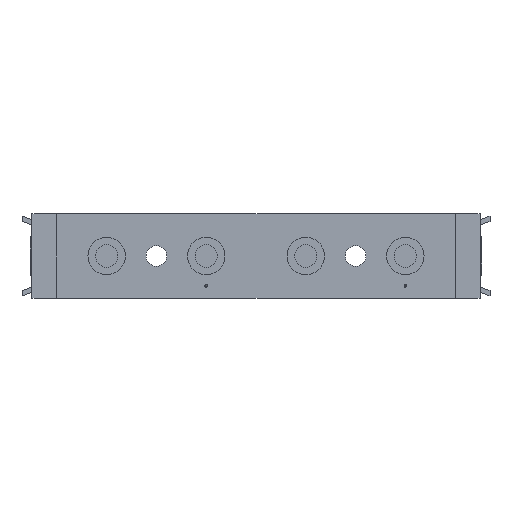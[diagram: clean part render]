
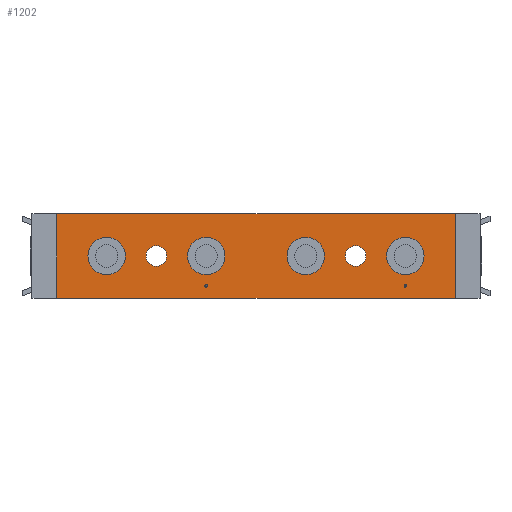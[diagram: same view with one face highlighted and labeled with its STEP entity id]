
A CAD part, front view. The second image highlights one B-rep face of the part: STEP entity #1202.
In plain terms, the highlighted planar face has unit normal (0, -1, 0).
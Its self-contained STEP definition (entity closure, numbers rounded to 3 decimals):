
#112=CARTESIAN_POINT('',(22.067,0.0,0.));
#113=VERTEX_POINT('',#112);
#114=CARTESIAN_POINT('',(20.0,0.0,0.));
#115=DIRECTION('',(0.0,1.0,0.0));
#116=DIRECTION('',(1.0,0.0,0.0));
#117=AXIS2_PLACEMENT_3D('',#114,#115,#116);
#118=CIRCLE('',#117,2.067);
#119=EDGE_CURVE('',#113,#113,#118,.T.);
#140=CARTESIAN_POINT('',(-17.933,0.0,0.));
#141=VERTEX_POINT('',#140);
#142=CARTESIAN_POINT('',(-20.0,0.0,0.));
#143=DIRECTION('',(0.0,1.0,0.0));
#144=DIRECTION('',(1.0,0.0,0.0));
#145=AXIS2_PLACEMENT_3D('',#142,#143,#144);
#146=CIRCLE('',#145,2.067);
#147=EDGE_CURVE('',#141,#141,#146,.T.);
#510=CARTESIAN_POINT('',(40.0,0.0,8.5));
#511=VERTEX_POINT('',#510);
#518=CARTESIAN_POINT('',(40.0,0.0,-8.5));
#519=VERTEX_POINT('',#518);
#520=CARTESIAN_POINT('',(40.0,0.0,8.5));
#521=DIRECTION('',(0.0,0.0,-1.0));
#522=VECTOR('',#521,17.);
#523=LINE('',#520,#522);
#524=EDGE_CURVE('',#511,#519,#523,.T.);
#690=CARTESIAN_POINT('',(13.75,0.0,0.));
#691=VERTEX_POINT('',#690);
#692=CARTESIAN_POINT('',(10.0,0.0,0.));
#693=DIRECTION('',(0.0,1.0,0.0));
#694=DIRECTION('',(1.0,0.0,0.0));
#695=AXIS2_PLACEMENT_3D('',#692,#693,#694);
#696=CIRCLE('',#695,3.75);
#697=EDGE_CURVE('',#691,#691,#696,.T.);
#790=CARTESIAN_POINT('',(-26.25,0.0,0.));
#791=VERTEX_POINT('',#790);
#792=CARTESIAN_POINT('',(-30.0,0.0,0.));
#793=DIRECTION('',(0.0,1.0,0.0));
#794=DIRECTION('',(1.0,0.0,0.0));
#795=AXIS2_PLACEMENT_3D('',#792,#793,#794);
#796=CIRCLE('',#795,3.75);
#797=EDGE_CURVE('',#791,#791,#796,.T.);
#839=CARTESIAN_POINT('',(30.25,0.0,-6.));
#840=VERTEX_POINT('',#839);
#841=CARTESIAN_POINT('',(30.0,0.0,-6.));
#842=DIRECTION('',(0.0,1.0,0.0));
#843=DIRECTION('',(1.0,0.0,0.0));
#844=AXIS2_PLACEMENT_3D('',#841,#842,#843);
#845=CIRCLE('',#844,0.25);
#846=EDGE_CURVE('',#840,#840,#845,.T.);
#927=CARTESIAN_POINT('',(33.75,0.0,0.0));
#928=VERTEX_POINT('',#927);
#929=CARTESIAN_POINT('',(30.0,0.0,0.0));
#930=DIRECTION('',(0.0,1.0,0.0));
#931=DIRECTION('',(1.0,0.0,0.0));
#932=AXIS2_PLACEMENT_3D('',#929,#930,#931);
#933=CIRCLE('',#932,3.75);
#934=EDGE_CURVE('',#928,#928,#933,.T.);
#976=CARTESIAN_POINT('',(-9.75,0.0,-6.));
#977=VERTEX_POINT('',#976);
#978=CARTESIAN_POINT('',(-10.0,0.0,-6.));
#979=DIRECTION('',(0.0,1.0,0.0));
#980=DIRECTION('',(1.0,0.0,0.0));
#981=AXIS2_PLACEMENT_3D('',#978,#979,#980);
#982=CIRCLE('',#981,0.25);
#983=EDGE_CURVE('',#977,#977,#982,.T.);
#1064=CARTESIAN_POINT('',(-6.25,0.0,0.0));
#1065=VERTEX_POINT('',#1064);
#1066=CARTESIAN_POINT('',(-10.0,0.0,0.0));
#1067=DIRECTION('',(0.0,1.0,0.0));
#1068=DIRECTION('',(1.0,0.0,0.0));
#1069=AXIS2_PLACEMENT_3D('',#1066,#1067,#1068);
#1070=CIRCLE('',#1069,3.75);
#1071=EDGE_CURVE('',#1065,#1065,#1070,.T.);
#1102=CARTESIAN_POINT('',(-40.0,0.0,-8.5));
#1103=VERTEX_POINT('',#1102);
#1110=CARTESIAN_POINT('',(-40.0,0.0,8.5));
#1111=VERTEX_POINT('',#1110);
#1112=CARTESIAN_POINT('',(-40.0,0.0,-8.5));
#1113=DIRECTION('',(0.0,0.0,1.0));
#1114=VECTOR('',#1113,17.0);
#1115=LINE('',#1112,#1114);
#1116=EDGE_CURVE('',#1103,#1111,#1115,.T.);
#1140=CARTESIAN_POINT('',(40.0,0.0,-8.5));
#1141=DIRECTION('',(-1.0,0.0,0.0));
#1142=VECTOR('',#1141,80.0);
#1143=LINE('',#1140,#1142);
#1144=EDGE_CURVE('',#519,#1103,#1143,.T.);
#1157=CARTESIAN_POINT('',(-40.0,0.0,8.5));
#1158=DIRECTION('',(1.0,0.0,0.0));
#1159=VECTOR('',#1158,80.0);
#1160=LINE('',#1157,#1159);
#1161=EDGE_CURVE('',#1111,#511,#1160,.T.);
#1167=CARTESIAN_POINT('',(0.,0.0,0.));
#1168=DIRECTION('',(0.0,1.0,0.0));
#1169=DIRECTION('',(0.0,0.0,1.0));
#1170=AXIS2_PLACEMENT_3D('',#1167,#1168,#1169);
#1171=PLANE('',#1170);
#1172=ORIENTED_EDGE('',*,*,#1161,.F.);
#1173=ORIENTED_EDGE('',*,*,#1116,.F.);
#1174=ORIENTED_EDGE('',*,*,#1144,.F.);
#1175=ORIENTED_EDGE('',*,*,#524,.F.);
#1176=EDGE_LOOP('',(#1172,#1173,#1174,#1175));
#1177=FACE_OUTER_BOUND('',#1176,.T.);
#1178=ORIENTED_EDGE('',*,*,#119,.T.);
#1179=EDGE_LOOP('',(#1178));
#1180=FACE_BOUND('',#1179,.T.);
#1181=ORIENTED_EDGE('',*,*,#147,.T.);
#1182=EDGE_LOOP('',(#1181));
#1183=FACE_BOUND('',#1182,.T.);
#1184=ORIENTED_EDGE('',*,*,#697,.T.);
#1185=EDGE_LOOP('',(#1184));
#1186=FACE_BOUND('',#1185,.T.);
#1187=ORIENTED_EDGE('',*,*,#797,.T.);
#1188=EDGE_LOOP('',(#1187));
#1189=FACE_BOUND('',#1188,.T.);
#1190=ORIENTED_EDGE('',*,*,#846,.T.);
#1191=EDGE_LOOP('',(#1190));
#1192=FACE_BOUND('',#1191,.T.);
#1193=ORIENTED_EDGE('',*,*,#934,.T.);
#1194=EDGE_LOOP('',(#1193));
#1195=FACE_BOUND('',#1194,.T.);
#1196=ORIENTED_EDGE('',*,*,#983,.T.);
#1197=EDGE_LOOP('',(#1196));
#1198=FACE_BOUND('',#1197,.T.);
#1199=ORIENTED_EDGE('',*,*,#1071,.T.);
#1200=EDGE_LOOP('',(#1199));
#1201=FACE_BOUND('',#1200,.T.);
#1202=ADVANCED_FACE('',(#1177,#1180,#1183,#1186,#1189,#1192,#1195,#1198,#1201),#1171,.F.);
